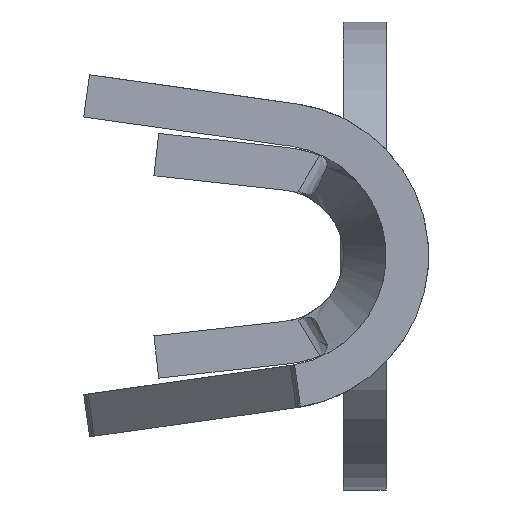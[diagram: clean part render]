
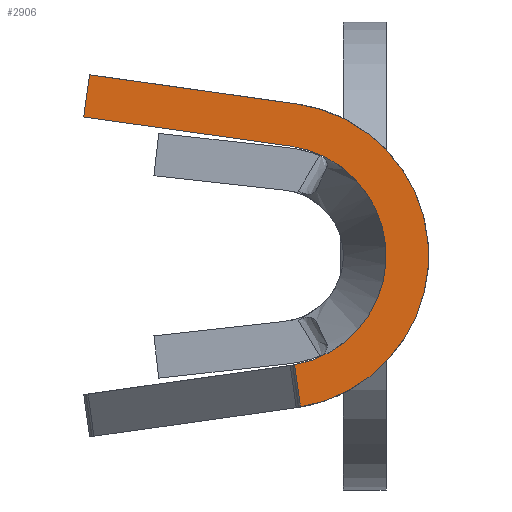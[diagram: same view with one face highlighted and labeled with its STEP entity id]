
A CAD part, left-side view. The second image highlights one B-rep face of the part: STEP entity #2906.
In plain terms, the highlighted planar face has unit normal (-1, 0, 0).
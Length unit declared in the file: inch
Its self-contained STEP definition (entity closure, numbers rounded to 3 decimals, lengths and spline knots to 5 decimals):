
#43 = ORIENTED_EDGE ( 'NONE', *, *, #3970, .F. ) ;
#80 = CARTESIAN_POINT ( 'NONE',  ( -0.385, 0.05023, 0.00025 ) ) ;
#172 = LINE ( 'NONE', #2364, #1908 ) ;
#231 = VERTEX_POINT ( 'NONE', #3676 ) ;
#596 = DIRECTION ( 'NONE',  ( 1., 0., 0. ) ) ;
#823 = ORIENTED_EDGE ( 'NONE', *, *, #1056, .T. ) ;
#898 = DIRECTION ( 'NONE',  ( -1., 0., 0. ) ) ;
#939 = ORIENTED_EDGE ( 'NONE', *, *, #2887, .F. ) ;
#987 = VECTOR ( 'NONE', #3720, 39.37008 ) ;
#1056 = EDGE_CURVE ( 'NONE', #1638, #1537, #3907, .T. ) ;
#1074 = CARTESIAN_POINT ( 'NONE',  ( -0.385, 0.142, 0.0652 ) ) ;
#1284 = FACE_OUTER_BOUND ( 'NONE', #1636, .T. ) ;
#1475 = CARTESIAN_POINT ( 'NONE',  ( -0.385, 0.13921, 0.085 ) ) ;
#1495 = CARTESIAN_POINT ( 'NONE',  ( -0.385, 0.04195, 0.0713 ) ) ;
#1537 = VERTEX_POINT ( 'NONE', #3488 ) ;
#1636 = EDGE_LOOP ( 'NONE', ( #43, #823, #2517, #3465, #939, #1666 ) ) ;
#1638 = VERTEX_POINT ( 'NONE', #3939 ) ;
#1666 = ORIENTED_EDGE ( 'NONE', *, *, #3173, .F. ) ;
#1710 = AXIS2_PLACEMENT_3D ( 'NONE', #2196, #4743, #2555 ) ;
#1775 = CARTESIAN_POINT ( 'NONE',  ( -0.385, 0.04474, 0.05149 ) ) ;
#1908 = VECTOR ( 'NONE', #3105, 39.37008 ) ;
#2196 = CARTESIAN_POINT ( 'NONE',  ( -0.385, 0.052, 0. ) ) ;
#2262 = LINE ( 'NONE', #1074, #4195 ) ;
#2340 = EDGE_CURVE ( 'NONE', #4213, #1537, #2576, .T. ) ;
#2364 = CARTESIAN_POINT ( 'NONE',  ( -0.385, 0.04195, 0.0713 ) ) ;
#2517 = ORIENTED_EDGE ( 'NONE', *, *, #2340, .F. ) ;
#2555 = DIRECTION ( 'NONE',  ( 0., 0., -1. ) ) ;
#2576 = CIRCLE ( 'NONE', #2883, 0.072 ) ;
#2787 = CARTESIAN_POINT ( 'NONE',  ( -0.385, 0.052, 0. ) ) ;
#2883 = AXIS2_PLACEMENT_3D ( 'NONE', #2787, #596, #3153 ) ;
#2887 = EDGE_CURVE ( 'NONE', #231, #4475, #2262, .T. ) ;
#2896 = AXIS2_PLACEMENT_3D ( 'NONE', #3085, #898, #3457 ) ;
#2906 = ADVANCED_FACE ( 'NONE', ( #1284 ), #3271, .F. ) ;
#2980 = CIRCLE ( 'NONE', #2896, 0.052 ) ;
#3085 = CARTESIAN_POINT ( 'NONE',  ( -0.385, 0.052, 0. ) ) ;
#3105 = DIRECTION ( 'NONE',  ( 0., -0.99, -0.14 ) ) ;
#3153 = DIRECTION ( 'NONE',  ( 0., 0., -1. ) ) ;
#3173 = EDGE_CURVE ( 'NONE', #4392, #231, #4144, .T. ) ;
#3205 = CARTESIAN_POINT ( 'NONE',  ( -0.385, 0.04474, 0.05149 ) ) ;
#3271 = PLANE ( 'NONE',  #1710 ) ;
#3457 = DIRECTION ( 'NONE',  ( 0., 0., -1. ) ) ;
#3465 = ORIENTED_EDGE ( 'NONE', *, *, #3988, .F. ) ;
#3488 = CARTESIAN_POINT ( 'NONE',  ( -0.385, 0.04019, -0.07102 ) ) ;
#3635 = DIRECTION ( 'NONE',  ( 0., -0.14, 0.99 ) ) ;
#3676 = CARTESIAN_POINT ( 'NONE',  ( -0.385, 0.142, 0.0652 ) ) ;
#3720 = DIRECTION ( 'NONE',  ( 0., -0.14, -0.99 ) ) ;
#3907 = LINE ( 'NONE', #80, #987 ) ;
#3928 = DIRECTION ( 'NONE',  ( 0., 0.99, 0.14 ) ) ;
#3939 = CARTESIAN_POINT ( 'NONE',  ( -0.385, 0.04298, -0.05121 ) ) ;
#3970 = EDGE_CURVE ( 'NONE', #1638, #4392, #2980, .T. ) ;
#3988 = EDGE_CURVE ( 'NONE', #4475, #4213, #172, .T. ) ;
#4021 = VECTOR ( 'NONE', #3928, 39.37008 ) ;
#4144 = LINE ( 'NONE', #3205, #4021 ) ;
#4195 = VECTOR ( 'NONE', #3635, 39.37008 ) ;
#4213 = VERTEX_POINT ( 'NONE', #1495 ) ;
#4392 = VERTEX_POINT ( 'NONE', #1775 ) ;
#4475 = VERTEX_POINT ( 'NONE', #1475 ) ;
#4743 = DIRECTION ( 'NONE',  ( 1., 0., 0. ) ) ;
